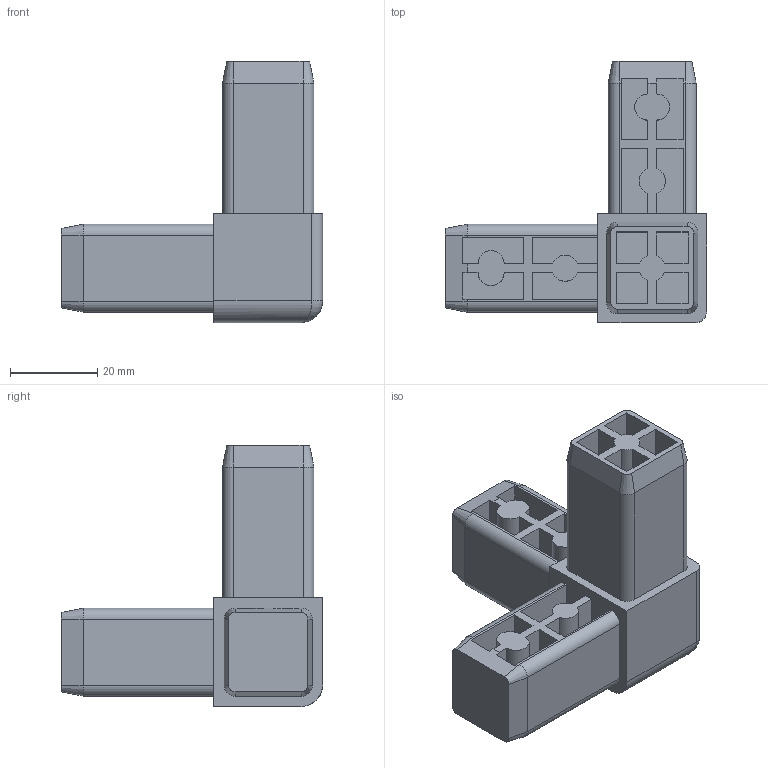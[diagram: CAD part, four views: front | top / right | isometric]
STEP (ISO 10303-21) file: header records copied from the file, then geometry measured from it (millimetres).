
FILE_DESCRIPTION(('STEP AP203'),'2;1');
FILE_NAME('XF30103G.stp','2011-03-21T16:32:54',(''),(''),'2009.3.110','THINKDESIGN','');
FILE_SCHEMA(('CONFIG_CONTROL_DESIGN'));
Length unit declared in the file: millimetre
Bounding box: 60 x 60 x 60 mm (x, y, z)
Volume: 40524.5 mm3; surface area: 21438.1 mm2
Topology: 1 solids, 1 shells, 137 faces, 358 edges, 229 vertices
Faces by surface type: plane 85, cylinder 27, bspline 25
Entity records: 4765 total; most frequent: CARTESIAN_POINT 1335, ORIENTED_EDGE 714, DIRECTION 643, EDGE_CURVE 357, VECTOR 291, LINE 291, VERTEX_POINT 229, AXIS2_PLACEMENT_3D 176
